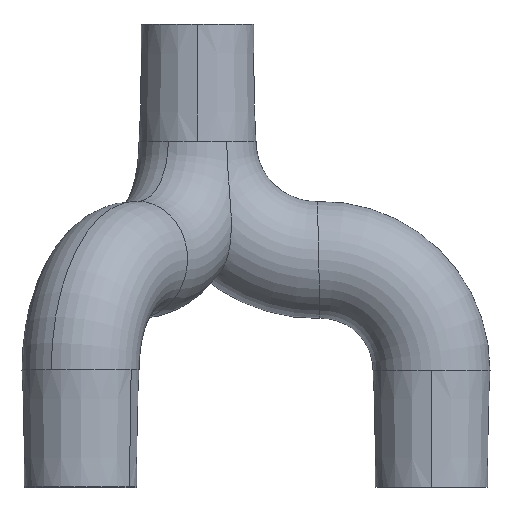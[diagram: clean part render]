
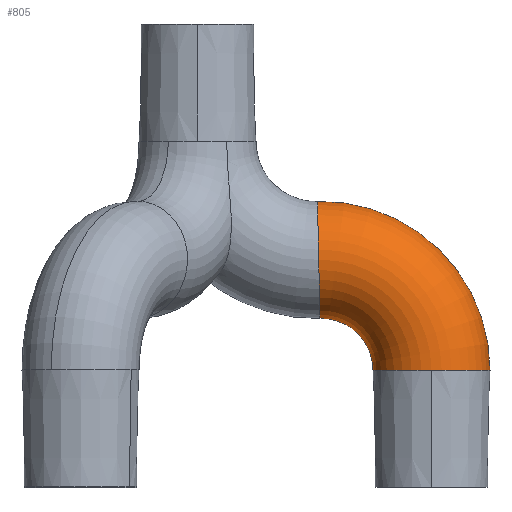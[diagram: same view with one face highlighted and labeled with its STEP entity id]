
A CAD part, top view. The second image highlights one B-rep face of the part: STEP entity #805.
In plain terms, the highlighted toroidal (fillet/blend) face has major radius 18.868 mm and minor radius 10 mm.
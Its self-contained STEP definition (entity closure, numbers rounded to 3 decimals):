
#131 = DIRECTION ( 'NONE',  ( -1., -0.022, 0. ) ) ;
#165 = FACE_OUTER_BOUND ( 'NONE', #737, .T. ) ;
#192 = CARTESIAN_POINT ( 'NONE',  ( 21.132, 20., 0. ) ) ;
#229 = VERTEX_POINT ( 'NONE', #439 ) ;
#233 = AXIS2_PLACEMENT_3D ( 'NONE', #478, #876, #1408 ) ;
#281 = EDGE_CURVE ( 'NONE', #229, #442, #1562, .T. ) ;
#333 = AXIS2_PLACEMENT_3D ( 'NONE', #886, #1132, #480 ) ;
#401 = CARTESIAN_POINT ( 'NONE',  ( 40., 20., 10. ) ) ;
#408 = CARTESIAN_POINT ( 'NONE',  ( 20.94, 28.866, 0. ) ) ;
#439 = CARTESIAN_POINT ( 'NONE',  ( 30., 20., 0. ) ) ;
#442 = VERTEX_POINT ( 'NONE', #408 ) ;
#467 = VERTEX_POINT ( 'NONE', #401 ) ;
#472 = ORIENTED_EDGE ( 'NONE', *, *, #281, .F. ) ;
#477 = DIRECTION ( 'NONE',  ( 0., 1., 0. ) ) ;
#478 = CARTESIAN_POINT ( 'NONE',  ( 21.132, 20., 0. ) ) ;
#480 = DIRECTION ( 'NONE',  ( 0., 0., 1. ) ) ;
#621 = DIRECTION ( 'NONE',  ( 0., 0., 1. ) ) ;
#648 = CIRCLE ( 'NONE', #1542, 10. ) ;
#658 = DIRECTION ( 'NONE',  ( 0., 0., 1. ) ) ;
#729 = DIRECTION ( 'NONE',  ( 1., 0., 0. ) ) ;
#737 = EDGE_LOOP ( 'NONE', ( #898, #1289, #753, #472, #1068 ) ) ;
#753 = ORIENTED_EDGE ( 'NONE', *, *, #1236, .F. ) ;
#805 = ADVANCED_FACE ( 'NONE', ( #165 ), #1439, .T. ) ;
#806 = VERTEX_POINT ( 'NONE', #1103 ) ;
#842 = DIRECTION ( 'NONE',  ( 0., 0., 1. ) ) ;
#876 = DIRECTION ( 'NONE',  ( 0., 0., 1. ) ) ;
#886 = CARTESIAN_POINT ( 'NONE',  ( 40., 20., 0. ) ) ;
#898 = ORIENTED_EDGE ( 'NONE', *, *, #1648, .T. ) ;
#919 = EDGE_CURVE ( 'NONE', #229, #467, #1666, .T. ) ;
#937 = CARTESIAN_POINT ( 'NONE',  ( 20.723, 38.864, 0. ) ) ;
#992 = EDGE_CURVE ( 'NONE', #806, #1487, #1107, .T. ) ;
#1007 = AXIS2_PLACEMENT_3D ( 'NONE', #1610, #842, #1389 ) ;
#1068 = ORIENTED_EDGE ( 'NONE', *, *, #919, .T. ) ;
#1103 = CARTESIAN_POINT ( 'NONE',  ( 50., 20., 0. ) ) ;
#1107 = CIRCLE ( 'NONE', #1166, 28.868 ) ;
#1112 = CARTESIAN_POINT ( 'NONE',  ( 20.507, 48.861, 0. ) ) ;
#1130 = DIRECTION ( 'NONE',  ( 0., 0., 1. ) ) ;
#1132 = DIRECTION ( 'NONE',  ( 0., 1., 0. ) ) ;
#1166 = AXIS2_PLACEMENT_3D ( 'NONE', #192, #621, #729 ) ;
#1189 = AXIS2_PLACEMENT_3D ( 'NONE', #1406, #477, #1130 ) ;
#1236 = EDGE_CURVE ( 'NONE', #442, #1487, #648, .T. ) ;
#1289 = ORIENTED_EDGE ( 'NONE', *, *, #992, .T. ) ;
#1389 = DIRECTION ( 'NONE',  ( 1., 0., 0. ) ) ;
#1406 = CARTESIAN_POINT ( 'NONE',  ( 40., 20., 0. ) ) ;
#1408 = DIRECTION ( 'NONE',  ( 1., 0., 0. ) ) ;
#1439 = TOROIDAL_SURFACE ( 'NONE', #1007, 18.868, 10. ) ;
#1487 = VERTEX_POINT ( 'NONE', #1112 ) ;
#1500 = CIRCLE ( 'NONE', #333, 10. ) ;
#1542 = AXIS2_PLACEMENT_3D ( 'NONE', #937, #131, #658 ) ;
#1562 = CIRCLE ( 'NONE', #233, 8.868 ) ;
#1610 = CARTESIAN_POINT ( 'NONE',  ( 21.132, 20., 0. ) ) ;
#1648 = EDGE_CURVE ( 'NONE', #467, #806, #1500, .T. ) ;
#1666 = CIRCLE ( 'NONE', #1189, 10. ) ;
